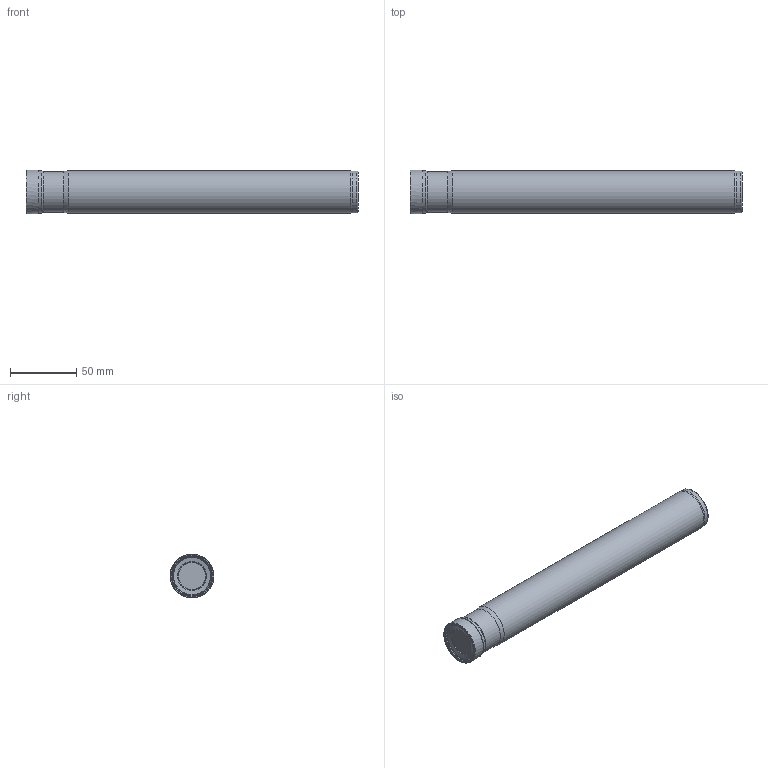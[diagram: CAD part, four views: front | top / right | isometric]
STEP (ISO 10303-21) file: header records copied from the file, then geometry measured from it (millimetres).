
FILE_DESCRIPTION(/* description */ (''),/* implementation_level */ '2;1');
FILE_NAME(/* name */ 'AEM90-RT10-D33-C32-L250-Z04.stp',/* time_stamp */ '2023-10-26T20:05:54+03:00',/* author */ (''),/* organization */ (''),/* preprocessor_version */ 'ST-DEVELOPER v19.4',/* originating_system */ 'SIEMENS PLM Software NX2306.3001',/* authorisation */ '');
FILE_SCHEMA (('AUTOMOTIVE_DESIGN { 1 0 10303 214 3 1 1 1 }'));
Length unit declared in the file: millimetre
Products named in the file (1): AEM90-RT10-D33-C32-L250-Z04
Bounding box: 249.91 x 33.01 x 33.02 mm (x, y, z)
Volume: 202980.3 mm3; surface area: 29325.5 mm2
Topology: 2 solids, 2 shells, 33 faces, 80 edges, 50 vertices
Faces by surface type: revolution 18, cone 5, cylinder 4, plane 3, torus 3
Full cylindrical faces by diameter (mm): 30.75 x1, 31.5 x1, 32 x2
Entity records: 869 total; most frequent: CARTESIAN_POINT 146, DIRECTION 132, EDGE_LOOP 64, ORIENTED_EDGE 64, FACE_BOUND 62, AXIS2_PLACEMENT_3D 54, ADVANCED_FACE 33, VERTEX_POINT 32
